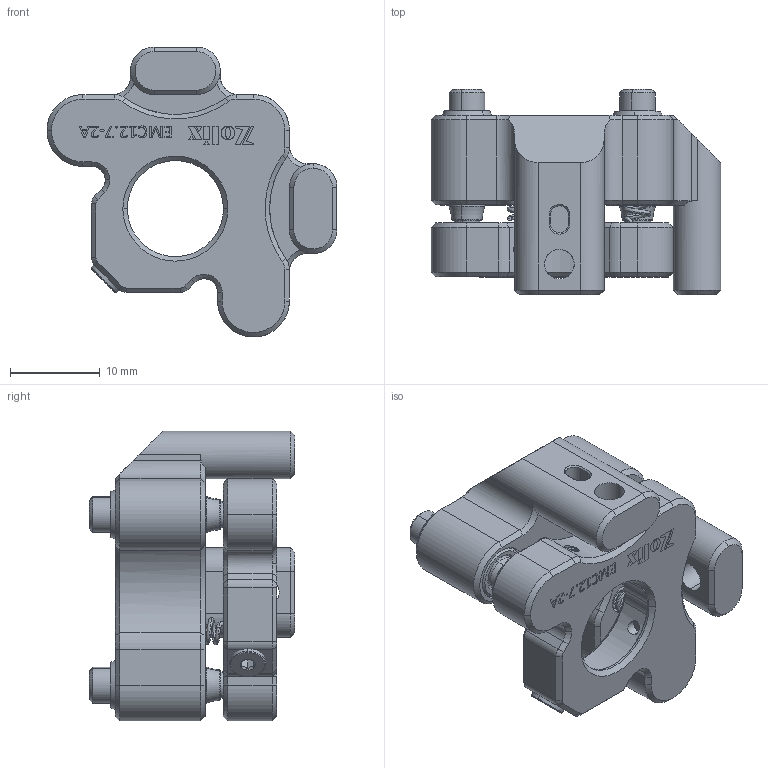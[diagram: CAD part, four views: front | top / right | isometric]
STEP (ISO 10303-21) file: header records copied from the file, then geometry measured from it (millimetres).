
FILE_DESCRIPTION (( 'STEP AP203' ), '1' );
FILE_NAME ('EMC12.7-2A.STEP', '2025-06-17T03:40:34', ( '' ), ( '' ), 'SwSTEP 2.0', 'SolidWorks 2020', '' );
FILE_SCHEMA (( 'CONFIG_CONTROL_DESIGN' ));
Length unit declared in the file: millimetre
Products named in the file (1): EMC12.7-2A
Bounding box: 32.3 x 22.91 x 32.3 mm (x, y, z)
Surface area: 5998.4 mm2 (no closed solid volume)
Topology: 0 solids, 24 shells, 514 faces, 1502 edges, 1028 vertices
Faces by surface type: plane 185, cone 156, cylinder 127, torus 26, bspline 12, sphere 8
Entity records: 26424 total; most frequent: CARTESIAN_POINT 15303, ORIENTED_EDGE 2882, EDGE_CURVE 1490, B_SPLINE_CURVE_WITH_KNOTS 1257, DIRECTION 1237, VERTEX_POINT 1028, EDGE_LOOP 578, FACE_OUTER_BOUND 514
